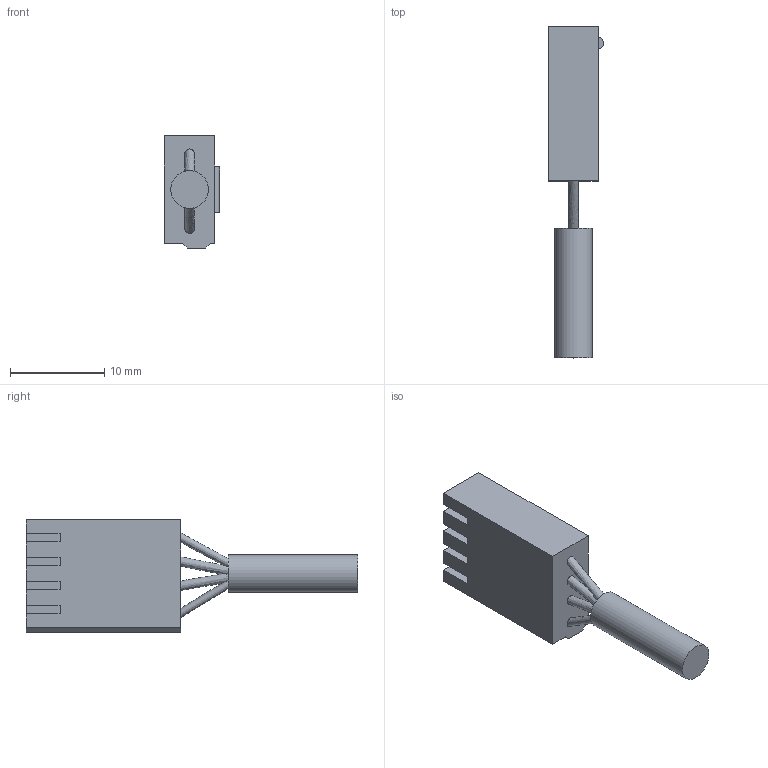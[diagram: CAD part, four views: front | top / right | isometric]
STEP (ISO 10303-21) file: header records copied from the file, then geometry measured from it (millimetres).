
FILE_DESCRIPTION(/* description */ (''),/* implementation_level */ '2;1');
FILE_NAME(/* name */ 'KPS-MC-C.stp',/* time_stamp */ '2019-08-07T14:00:12+09:00',/* author */ ('사용자'),/* organization */ (''),/* preprocessor_version */ 'ST-DEVELOPER v16.1',/* originating_system */ 'Autodesk Inventor 2016',/* authorisation */ '');
FILE_SCHEMA (('CONFIG_CONTROL_DESIGN'));
Length unit declared in the file: millimetre
Products named in the file (1): KPS-MC-C
Bounding box: 5.85 x 35.15 x 11.9 mm (x, y, z)
Volume: 1187.3 mm3; surface area: 997.6 mm2
Topology: 1 solids, 1 shells, 72 faces, 182 edges, 116 vertices
Faces by surface type: plane 66, bspline 4, cylinder 2
Full cylindrical faces by diameter (mm): 4 x1
Entity records: 2198 total; most frequent: CARTESIAN_POINT 442, ORIENTED_EDGE 362, DIRECTION 336, EDGE_CURVE 181, LINE 156, VECTOR 156, VERTEX_POINT 116, AXIS2_PLACEMENT_3D 90
